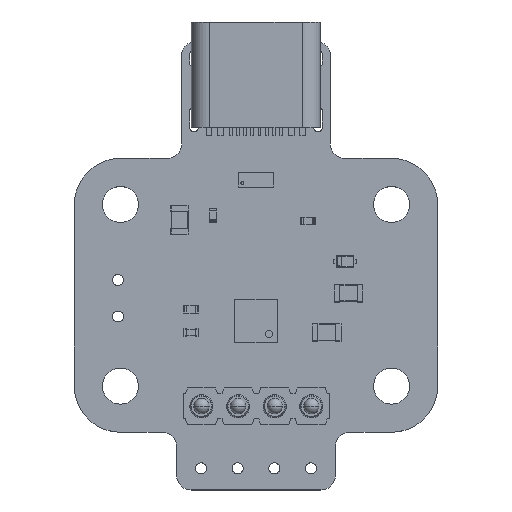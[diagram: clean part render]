
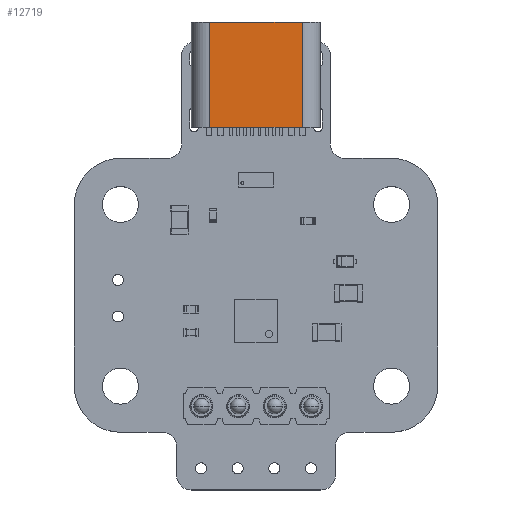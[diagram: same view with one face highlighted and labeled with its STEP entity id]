
A CAD part, top view. The second image highlights one B-rep face of the part: STEP entity #12719.
In plain terms, the highlighted face is planar.
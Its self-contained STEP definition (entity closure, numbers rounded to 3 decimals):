
#9961 = VERTEX_POINT('',#9962);
#9962 = CARTESIAN_POINT('',(1.255,3.21,-7.3));
#9969 = EDGE_CURVE('',#9961,#9970,#9972,.T.);
#9970 = VERTEX_POINT('',#9971);
#9971 = CARTESIAN_POINT('',(7.685,3.21,-7.3));
#9972 = LINE('',#9973,#9974);
#9973 = CARTESIAN_POINT('',(8.94,3.21,-7.3));
#9974 = VECTOR('',#9975,1.);
#9975 = DIRECTION('',(1.,0.,0.));
#12527 = VERTEX_POINT('',#12528);
#12528 = CARTESIAN_POINT('',(7.685,3.21,0.));
#12535 = EDGE_CURVE('',#12527,#12536,#12538,.T.);
#12536 = VERTEX_POINT('',#12537);
#12537 = CARTESIAN_POINT('',(1.255,3.21,0.));
#12538 = LINE('',#12539,#12540);
#12539 = CARTESIAN_POINT('',(8.94,3.21,0.));
#12540 = VECTOR('',#12541,1.);
#12541 = DIRECTION('',(-1.,0.,0.));
#12577 = EDGE_CURVE('',#9970,#12527,#12578,.T.);
#12578 = LINE('',#12579,#12580);
#12579 = CARTESIAN_POINT('',(7.685,3.21,0.));
#12580 = VECTOR('',#12581,1.);
#12581 = DIRECTION('',(0.,0.,1.));
#12596 = EDGE_CURVE('',#12536,#9961,#12597,.T.);
#12597 = LINE('',#12598,#12599);
#12598 = CARTESIAN_POINT('',(1.255,3.21,0.));
#12599 = VECTOR('',#12600,1.);
#12600 = DIRECTION('',(0.,0.,-1.));
#12719 = ADVANCED_FACE('',(#12720),#12726,.T.);
#12720 = FACE_BOUND('',#12721,.T.);
#12721 = EDGE_LOOP('',(#12722,#12723,#12724,#12725));
#12722 = ORIENTED_EDGE('',*,*,#12577,.F.);
#12723 = ORIENTED_EDGE('',*,*,#9969,.F.);
#12724 = ORIENTED_EDGE('',*,*,#12596,.F.);
#12725 = ORIENTED_EDGE('',*,*,#12535,.F.);
#12726 = PLANE('',#12727);
#12727 = AXIS2_PLACEMENT_3D('',#12728,#12729,#12730);
#12728 = CARTESIAN_POINT('',(0.,3.21,0.));
#12729 = DIRECTION('',(0.,1.,0.));
#12730 = DIRECTION('',(1.,0.,0.));
